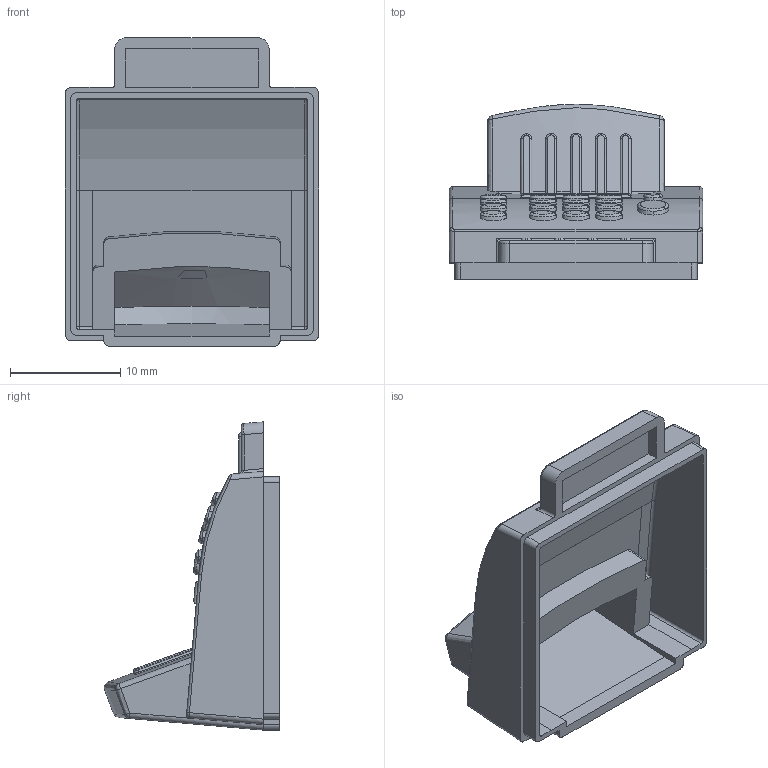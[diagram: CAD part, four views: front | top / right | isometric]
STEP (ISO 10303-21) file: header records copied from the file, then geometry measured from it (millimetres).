
FILE_DESCRIPTION (( 'STEP AP203' ), '1' );
FILE_NAME ('10729a.step', '2014-04-13T23:58:03', ( 'Nicholas Morozovsky' ), ( '' ), 'SwSTEP 2.0', 'SolidWorks 2012', '' );
FILE_SCHEMA (( 'CONFIG_CONTROL_DESIGN' ));
Length unit declared in the file: millimetre
Products named in the file (1): 10729a
Bounding box: 23 x 15.95 x 28 mm (x, y, z)
Volume: 1382.2 mm3; surface area: 2990.3 mm2
Topology: 1 solids, 1 shells, 311 faces, 800 edges, 508 vertices
Faces by surface type: cylinder 101, bspline 99, plane 75, torus 24, sphere 8, cone 4
Entity records: 14758 total; most frequent: CARTESIAN_POINT 7998, ORIENTED_EDGE 1588, DIRECTION 1129, EDGE_CURVE 794, VERTEX_POINT 506, AXIS2_PLACEMENT_3D 402, EDGE_LOOP 332, LINE 325
